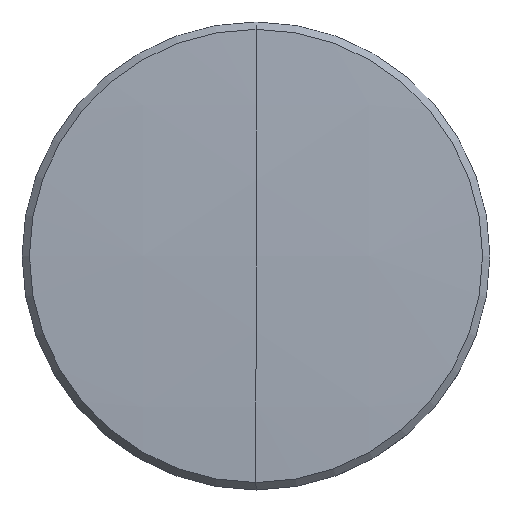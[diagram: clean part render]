
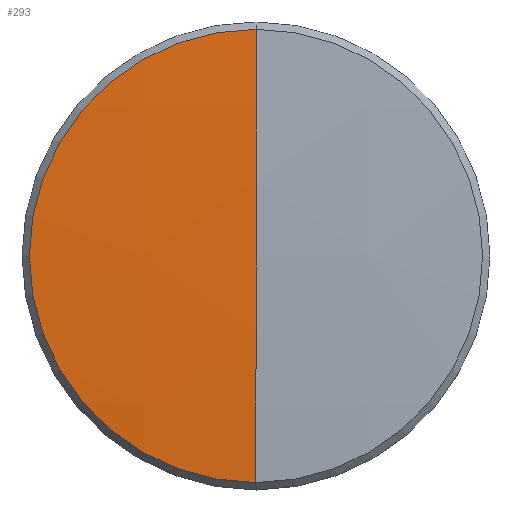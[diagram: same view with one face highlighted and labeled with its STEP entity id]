
A CAD part, top view. The second image highlights one B-rep face of the part: STEP entity #293.
In plain terms, the highlighted spherical face has radius 111.519 mm.
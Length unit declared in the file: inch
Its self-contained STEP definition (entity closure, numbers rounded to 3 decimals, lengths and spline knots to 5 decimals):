
#13 = SPHERICAL_SURFACE ( 'NONE', #164, 4.39051 ) ;
#18 = DIRECTION ( 'NONE',  ( 0., 0., 1. ) ) ;
#36 = VERTEX_POINT ( 'NONE', #189 ) ;
#47 = AXIS2_PLACEMENT_3D ( 'NONE', #109, #290, #136 ) ;
#75 = ORIENTED_EDGE ( 'NONE', *, *, #319, .T. ) ;
#77 = CIRCLE ( 'NONE', #99, 4.39051 ) ;
#79 = FACE_OUTER_BOUND ( 'NONE', #94, .T. ) ;
#82 = VERTEX_POINT ( 'NONE', #130 ) ;
#91 = EDGE_CURVE ( 'NONE', #36, #82, #77, .T. ) ;
#94 = EDGE_LOOP ( 'NONE', ( #75, #296, #199 ) ) ;
#99 = AXIS2_PLACEMENT_3D ( 'NONE', #102, #286, #132 ) ;
#102 = CARTESIAN_POINT ( 'NONE',  ( 0., 0., -4.34406 ) ) ;
#109 = CARTESIAN_POINT ( 'NONE',  ( 0., 0., -4.34406 ) ) ;
#118 = CIRCLE ( 'NONE', #47, 4.39051 ) ;
#121 = VERTEX_POINT ( 'NONE', #214 ) ;
#130 = CARTESIAN_POINT ( 'NONE',  ( 0., 0., 0.04646 ) ) ;
#132 = DIRECTION ( 'NONE',  ( 0., 0., -1. ) ) ;
#136 = DIRECTION ( 'NONE',  ( 0., -1., 0. ) ) ;
#143 = AXIS2_PLACEMENT_3D ( 'NONE', #174, #18, #204 ) ;
#146 = DIRECTION ( 'NONE',  ( 0., 1., 0. ) ) ;
#157 = EDGE_CURVE ( 'NONE', #121, #82, #118, .T. ) ;
#164 = AXIS2_PLACEMENT_3D ( 'NONE', #202, #173, #146 ) ;
#173 = DIRECTION ( 'NONE',  ( -1., 0., 0. ) ) ;
#174 = CARTESIAN_POINT ( 'NONE',  ( 0., 0., 0.03977 ) ) ;
#189 = CARTESIAN_POINT ( 'NONE',  ( 0., 0.24215, 0.03977 ) ) ;
#199 = ORIENTED_EDGE ( 'NONE', *, *, #91, .F. ) ;
#202 = CARTESIAN_POINT ( 'NONE',  ( 0., 0., -4.34406 ) ) ;
#204 = DIRECTION ( 'NONE',  ( 0., 1., 0. ) ) ;
#214 = CARTESIAN_POINT ( 'NONE',  ( 0., -0.24215, 0.03977 ) ) ;
#235 = CIRCLE ( 'NONE', #143, 0.24215 ) ;
#286 = DIRECTION ( 'NONE',  ( 1., 0., 0. ) ) ;
#290 = DIRECTION ( 'NONE',  ( -1., 0., 0. ) ) ;
#293 = ADVANCED_FACE ( 'NONE', ( #79 ), #13, .T. ) ;
#296 = ORIENTED_EDGE ( 'NONE', *, *, #157, .T. ) ;
#319 = EDGE_CURVE ( 'NONE', #36, #121, #235, .T. ) ;
